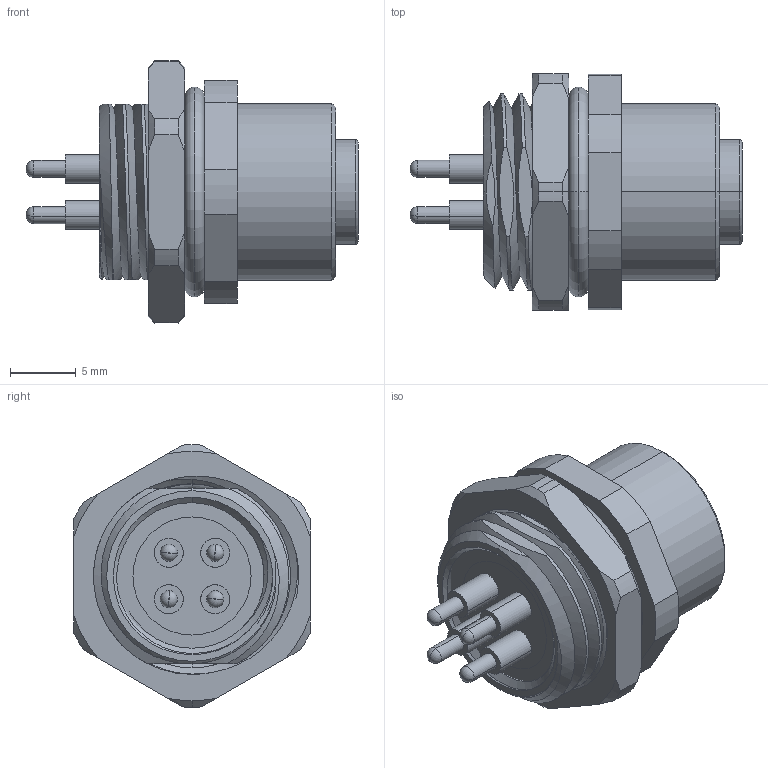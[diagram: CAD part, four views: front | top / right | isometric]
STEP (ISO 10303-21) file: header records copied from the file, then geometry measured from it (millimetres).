
FILE_DESCRIPTION (( 'STEP AP203' ), '1' );
FILE_NAME ('54-00460.STEP', '2025-03-18T23:56:22', ( '' ), ( '' ), 'SwSTEP 2.0', 'SolidWorks 2021', '' );
FILE_SCHEMA (( 'CONFIG_CONTROL_DESIGN' ));
Length unit declared in the file: millimetre
Products named in the file (7): 54-00460-04___; 54-00460-01___; 54-00460; 54-00460-03___; 54-00460-02___; 54-00460-05___; 54-00460-06___
Assembly tree (9 placements, depth 2):
  54-00460
    54-00460-01___
    54-00460-02___
    54-00460-03___  x4
    54-00460-04___
    54-00460-05___
    54-00460-06___
Bounding box: 25.3 x 18 x 20 mm (x, y, z)
Volume: 2820.3 mm3; surface area: 5860.1 mm2
Topology: 10 solids, 10 shells, 314 faces, 784 edges, 501 vertices
Faces by surface type: cylinder 132, plane 98, cone 41, torus 34, bspline 9
Entity records: 10736 total; most frequent: CARTESIAN_POINT 4715, ORIENTED_EDGE 1144, DIRECTION 1056, EDGE_CURVE 572, AXIS2_PLACEMENT_3D 424, VERTEX_POINT 372, EDGE_LOOP 252, FACE_OUTER_BOUND 224
